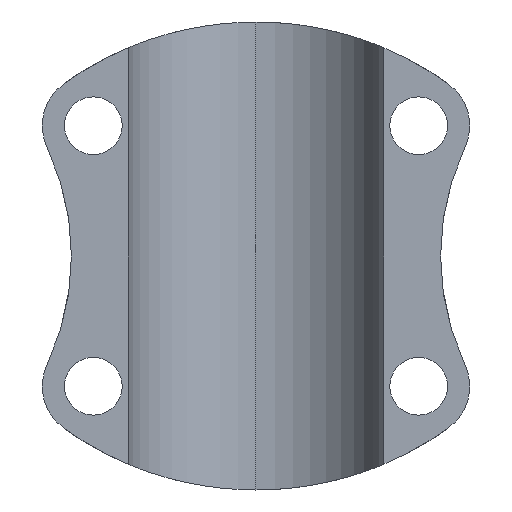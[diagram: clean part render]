
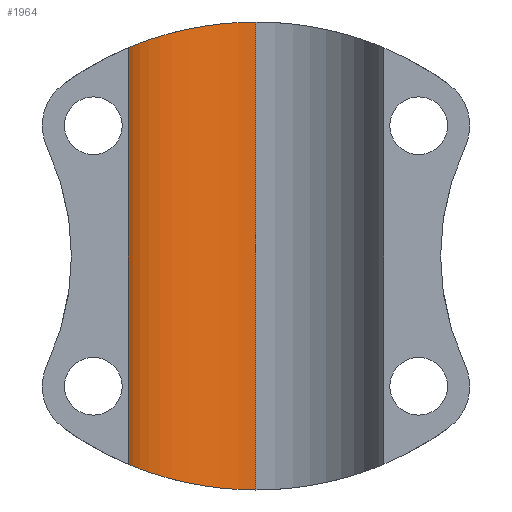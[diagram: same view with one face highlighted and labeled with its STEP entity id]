
A CAD part, left-side view. The second image highlights one B-rep face of the part: STEP entity #1964.
In plain terms, the highlighted cylindrical face has radius 11.113 mm (diameter 22.225 mm), a partial arc.
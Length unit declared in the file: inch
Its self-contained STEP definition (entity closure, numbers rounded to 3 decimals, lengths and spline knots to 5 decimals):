
#83 = CARTESIAN_POINT ( 'NONE',  ( 0., 0.4375, -0.8 ) ) ;
#86 = CARTESIAN_POINT ( 'NONE',  ( 0., 0.4375, -0.71154 ) ) ;
#96 = CARTESIAN_POINT ( 'NONE',  ( 0.19499, 0.39269, -0.72938 ) ) ;
#132 = CYLINDRICAL_SURFACE ( 'NONE', #1630, 0.4375 ) ;
#151 = CARTESIAN_POINT ( 'NONE',  ( 0.25551, 0.35542, 0.74247 ) ) ;
#178 = CARTESIAN_POINT ( 'NONE',  ( 0.37942, 0.2197, 0.77863 ) ) ;
#230 = CARTESIAN_POINT ( 'NONE',  ( 0., 0.4375, -0.71154 ) ) ;
#234 = B_SPLINE_CURVE_WITH_KNOTS ( 'NONE', 3,
 ( #86, #1236, #257, #1039, #727, #899, #1536, #96, #920, #737, #1552, #706, #1048, #1380, #403, #888, #2017, #1224, #421, #1351, #1986, #1669, #239, #778 ),
 .UNSPECIFIED., .F., .F.,
 ( 4, 2, 2, 2, 2, 2, 2, 2, 2, 2, 2, 4 ),
 ( 0., 0.00219, 0.00329, 0.00439, 0.00658, 0.00768, 0.00878, 0.01097, 0.01316, 0.01426, 0.01536, 0.01755 ),
 .UNSPECIFIED. ) ;
#239 = CARTESIAN_POINT ( 'NONE',  ( 0.4375, 0.02889, -0.8 ) ) ;
#254 = DIRECTION ( 'NONE',  ( 0., 0., 1. ) ) ;
#257 = CARTESIAN_POINT ( 'NONE',  ( 0.05791, 0.4346, -0.71277 ) ) ;
#263 = EDGE_CURVE ( 'NONE', #331, #326, #1047, .T. ) ;
#282 = LINE ( 'NONE', #1227, #1160 ) ;
#294 = CARTESIAN_POINT ( 'NONE',  ( 0., 0., -0.8 ) ) ;
#313 = CARTESIAN_POINT ( 'NONE',  ( 0.29948, 0.31925, 0.75385 ) ) ;
#326 = VERTEX_POINT ( 'NONE', #708 ) ;
#331 = VERTEX_POINT ( 'NONE', #860 ) ;
#336 = CARTESIAN_POINT ( 'NONE',  ( 0.289, 0.32876, 0.75098 ) ) ;
#345 = CARTESIAN_POINT ( 'NONE',  ( 0., 0.4375, 0.71154 ) ) ;
#403 = CARTESIAN_POINT ( 'NONE',  ( 0.3475, 0.26734, -0.76808 ) ) ;
#408 = EDGE_LOOP ( 'NONE', ( #1997, #1750, #1328, #493 ) ) ;
#421 = CARTESIAN_POINT ( 'NONE',  ( 0.41416, 0.14173, -0.79113 ) ) ;
#467 = CARTESIAN_POINT ( 'NONE',  ( 0.32943, 0.28928, 0.76241 ) ) ;
#490 = CARTESIAN_POINT ( 'NONE',  ( 0.26704, 0.34684, 0.7453 ) ) ;
#493 = ORIENTED_EDGE ( 'NONE', *, *, #1444, .F. ) ;
#501 = CARTESIAN_POINT ( 'NONE',  ( 0.39285, 0.19464, 0.78337 ) ) ;
#547 = LINE ( 'NONE', #83, #586 ) ;
#582 = FACE_OUTER_BOUND ( 'NONE', #408, .T. ) ;
#586 = VECTOR ( 'NONE', #254, 39.37008 ) ;
#648 = CARTESIAN_POINT ( 'NONE',  ( 0.43467, 0.05749, 0.79889 ) ) ;
#706 = CARTESIAN_POINT ( 'NONE',  ( 0.289, 0.32876, -0.75098 ) ) ;
#708 = CARTESIAN_POINT ( 'NONE',  ( 0.4375, 0., 0.8 ) ) ;
#727 = CARTESIAN_POINT ( 'NONE',  ( 0.11409, 0.42261, -0.7177 ) ) ;
#737 = CARTESIAN_POINT ( 'NONE',  ( 0.25551, 0.35542, -0.74247 ) ) ;
#778 = CARTESIAN_POINT ( 'NONE',  ( 0.4375, 0., -0.8 ) ) ;
#781 = CARTESIAN_POINT ( 'NONE',  ( 0.22, 0.37923, 0.73436 ) ) ;
#796 = CARTESIAN_POINT ( 'NONE',  ( 0.41416, 0.14173, 0.79113 ) ) ;
#805 = EDGE_CURVE ( 'NONE', #1293, #326, #282, .T. ) ;
#818 = CARTESIAN_POINT ( 'NONE',  ( 0.4375, 0.02889, 0.8 ) ) ;
#860 = CARTESIAN_POINT ( 'NONE',  ( 0., 0.4375, 0.71154 ) ) ;
#888 = CARTESIAN_POINT ( 'NONE',  ( 0.37942, 0.2197, -0.77863 ) ) ;
#899 = CARTESIAN_POINT ( 'NONE',  ( 0.14173, 0.41416, -0.72108 ) ) ;
#920 = CARTESIAN_POINT ( 'NONE',  ( 0.22, 0.37923, -0.73436 ) ) ;
#926 = DIRECTION ( 'NONE',  ( 0., 0., 1. ) ) ;
#969 = CARTESIAN_POINT ( 'NONE',  ( 0.14173, 0.41416, 0.72108 ) ) ;
#979 = CARTESIAN_POINT ( 'NONE',  ( 0.05791, 0.4346, 0.71277 ) ) ;
#1039 = CARTESIAN_POINT ( 'NONE',  ( 0.10014, 0.42613, -0.71627 ) ) ;
#1047 = B_SPLINE_CURVE_WITH_KNOTS ( 'NONE', 3,
 ( #345, #1908, #979, #1778, #1613, #969, #1415, #1259, #781, #151, #490, #336, #313, #467, #1438, #178, #501, #1426, #796, #1283, #1603, #648, #818, #1136 ),
 .UNSPECIFIED., .F., .F.,
 ( 4, 2, 2, 2, 2, 2, 2, 2, 2, 2, 2, 4 ),
 ( 0., 0.00219, 0.00329, 0.00439, 0.00658, 0.00768, 0.00878, 0.01097, 0.01316, 0.01426, 0.01536, 0.01755 ),
 .UNSPECIFIED. ) ;
#1048 = CARTESIAN_POINT ( 'NONE',  ( 0.29948, 0.31925, -0.75385 ) ) ;
#1079 = VERTEX_POINT ( 'NONE', #230 ) ;
#1136 = CARTESIAN_POINT ( 'NONE',  ( 0.4375, 0., 0.8 ) ) ;
#1160 = VECTOR ( 'NONE', #2031, 39.37008 ) ;
#1203 = EDGE_CURVE ( 'NONE', #1079, #1293, #234, .T. ) ;
#1224 = CARTESIAN_POINT ( 'NONE',  ( 0.4093, 0.15519, -0.78933 ) ) ;
#1227 = CARTESIAN_POINT ( 'NONE',  ( 0.4375, 0., -0.8 ) ) ;
#1236 = CARTESIAN_POINT ( 'NONE',  ( 0.02923, 0.4375, -0.71154 ) ) ;
#1259 = CARTESIAN_POINT ( 'NONE',  ( 0.19499, 0.39269, 0.72938 ) ) ;
#1283 = CARTESIAN_POINT ( 'NONE',  ( 0.42259, 0.11415, 0.79429 ) ) ;
#1293 = VERTEX_POINT ( 'NONE', #1782 ) ;
#1328 = ORIENTED_EDGE ( 'NONE', *, *, #263, .F. ) ;
#1351 = CARTESIAN_POINT ( 'NONE',  ( 0.42259, 0.11415, -0.79429 ) ) ;
#1380 = CARTESIAN_POINT ( 'NONE',  ( 0.32943, 0.28928, -0.76241 ) ) ;
#1415 = CARTESIAN_POINT ( 'NONE',  ( 0.15537, 0.40923, 0.72302 ) ) ;
#1426 = CARTESIAN_POINT ( 'NONE',  ( 0.4093, 0.15519, 0.78933 ) ) ;
#1438 = CARTESIAN_POINT ( 'NONE',  ( 0.3475, 0.26734, 0.76808 ) ) ;
#1444 = EDGE_CURVE ( 'NONE', #1079, #331, #547, .T. ) ;
#1536 = CARTESIAN_POINT ( 'NONE',  ( 0.15537, 0.40923, -0.72302 ) ) ;
#1552 = CARTESIAN_POINT ( 'NONE',  ( 0.26704, 0.34684, -0.7453 ) ) ;
#1603 = CARTESIAN_POINT ( 'NONE',  ( 0.42617, 0.09998, 0.79564 ) ) ;
#1613 = CARTESIAN_POINT ( 'NONE',  ( 0.11409, 0.42261, 0.7177 ) ) ;
#1630 = AXIS2_PLACEMENT_3D ( 'NONE', #294, #926, #1896 ) ;
#1669 = CARTESIAN_POINT ( 'NONE',  ( 0.43467, 0.05749, -0.79889 ) ) ;
#1750 = ORIENTED_EDGE ( 'NONE', *, *, #805, .T. ) ;
#1778 = CARTESIAN_POINT ( 'NONE',  ( 0.10014, 0.42613, 0.71627 ) ) ;
#1782 = CARTESIAN_POINT ( 'NONE',  ( 0.4375, 0., -0.8 ) ) ;
#1896 = DIRECTION ( 'NONE',  ( 1., 0., 0. ) ) ;
#1908 = CARTESIAN_POINT ( 'NONE',  ( 0.02923, 0.4375, 0.71154 ) ) ;
#1964 = ADVANCED_FACE ( 'NONE', ( #582 ), #132, .F. ) ;
#1986 = CARTESIAN_POINT ( 'NONE',  ( 0.42617, 0.09998, -0.79564 ) ) ;
#1997 = ORIENTED_EDGE ( 'NONE', *, *, #1203, .T. ) ;
#2017 = CARTESIAN_POINT ( 'NONE',  ( 0.39285, 0.19464, -0.78337 ) ) ;
#2031 = DIRECTION ( 'NONE',  ( 0., 0., 1. ) ) ;
